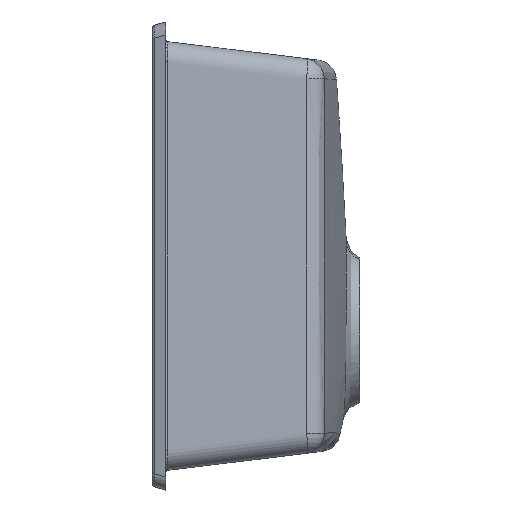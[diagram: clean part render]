
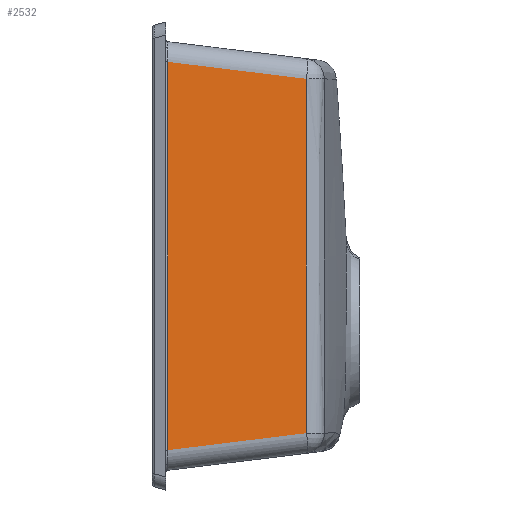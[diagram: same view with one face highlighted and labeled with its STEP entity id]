
A CAD part, left-side view. The second image highlights one B-rep face of the part: STEP entity #2532.
In plain terms, the highlighted planar face has unit normal (-0.993, -0.122, 0).
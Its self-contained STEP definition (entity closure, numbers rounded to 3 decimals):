
#624 = LINE ( 'NONE', #5634, #2408 ) ;
#654 = ORIENTED_EDGE ( 'NONE', *, *, #3185, .T. ) ;
#803 = VERTEX_POINT ( 'NONE', #2727 ) ;
#1312 = CARTESIAN_POINT ( 'NONE',  ( -310.689, -11.256, 143.301 ) ) ;
#1523 = DIRECTION ( 'NONE',  ( -0.993, -0.122, 0. ) ) ;
#1539 = DIRECTION ( 'NONE',  ( 0., 0., -1. ) ) ;
#1652 = B_SPLINE_CURVE_WITH_KNOTS ( 'NONE', 3,
 ( #3245, #3994, #7739, #4707, #6920, #3211 ),
 .UNSPECIFIED., .F., .F.,
 ( 4, 2, 4 ),
 ( 0., 0.131, 0.261 ),
 .UNSPECIFIED. ) ;
#1965 = DIRECTION ( 'NONE',  ( -0.121, 0.985, 0.121 ) ) ;
#2047 = ORIENTED_EDGE ( 'NONE', *, *, #2682, .T. ) ;
#2408 = VECTOR ( 'NONE', #1965, 1000. ) ;
#2532 = ADVANCED_FACE ( 'NONE', ( #6029 ), #7525, .T. ) ;
#2646 = VECTOR ( 'NONE', #1539, 1000. ) ;
#2682 = EDGE_CURVE ( 'NONE', #803, #6218, #5554, .T. ) ;
#2727 = CARTESIAN_POINT ( 'NONE',  ( -310.689, -11.256, -143.301 ) ) ;
#2862 = CARTESIAN_POINT ( 'NONE',  ( -298.099, -113.794, -130.711 ) ) ;
#3118 = DIRECTION ( 'NONE',  ( 0.121, -0.985, 0.121 ) ) ;
#3185 = EDGE_CURVE ( 'NONE', #6218, #6754, #1652, .T. ) ;
#3211 = CARTESIAN_POINT ( 'NONE',  ( -298.11, -113.709, 130.721 ) ) ;
#3245 = CARTESIAN_POINT ( 'NONE',  ( -298.099, -113.794, -130.711 ) ) ;
#3533 = AXIS2_PLACEMENT_3D ( 'NONE', #3754, #1523, #6028 ) ;
#3754 = CARTESIAN_POINT ( 'NONE',  ( -311.929, -1.158, 150. ) ) ;
#3994 = CARTESIAN_POINT ( 'NONE',  ( -298.092, -113.85, -87.139 ) ) ;
#4165 = ORIENTED_EDGE ( 'NONE', *, *, #7034, .T. ) ;
#4208 = ORIENTED_EDGE ( 'NONE', *, *, #8009, .T. ) ;
#4707 = CARTESIAN_POINT ( 'NONE',  ( -298.101, -113.783, 43.577 ) ) ;
#5234 = LINE ( 'NONE', #5392, #2646 ) ;
#5273 = EDGE_LOOP ( 'NONE', ( #4165, #4208, #2047, #654 ) ) ;
#5392 = CARTESIAN_POINT ( 'NONE',  ( -310.689, -11.256, 150. ) ) ;
#5554 = LINE ( 'NONE', #7586, #8827 ) ;
#5634 = CARTESIAN_POINT ( 'NONE',  ( -312.009, -0.507, 144.621 ) ) ;
#6028 = DIRECTION ( 'NONE',  ( 0.122, -0.993, 0. ) ) ;
#6029 = FACE_OUTER_BOUND ( 'NONE', #5273, .T. ) ;
#6218 = VERTEX_POINT ( 'NONE', #2862 ) ;
#6754 = VERTEX_POINT ( 'NONE', #9026 ) ;
#6920 = CARTESIAN_POINT ( 'NONE',  ( -298.105, -113.747, 87.149 ) ) ;
#7034 = EDGE_CURVE ( 'NONE', #6754, #7271, #624, .T. ) ;
#7271 = VERTEX_POINT ( 'NONE', #1312 ) ;
#7525 = PLANE ( 'NONE',  #3533 ) ;
#7586 = CARTESIAN_POINT ( 'NONE',  ( -307.619, -36.264, -140.23 ) ) ;
#7739 = CARTESIAN_POINT ( 'NONE',  ( -298.094, -113.836, -43.567 ) ) ;
#8009 = EDGE_CURVE ( 'NONE', #7271, #803, #5234, .T. ) ;
#8827 = VECTOR ( 'NONE', #3118, 1000. ) ;
#9026 = CARTESIAN_POINT ( 'NONE',  ( -298.11, -113.709, 130.721 ) ) ;
